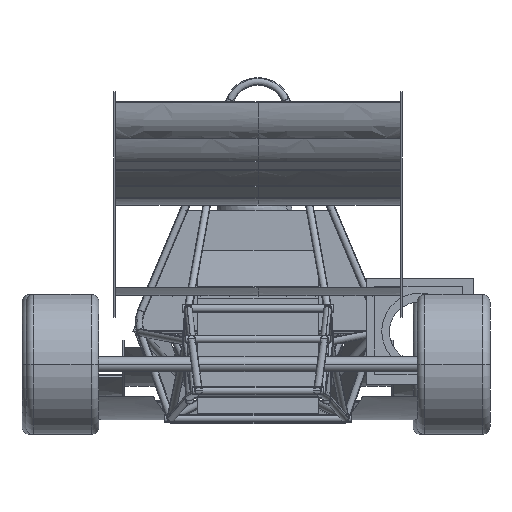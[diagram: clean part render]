
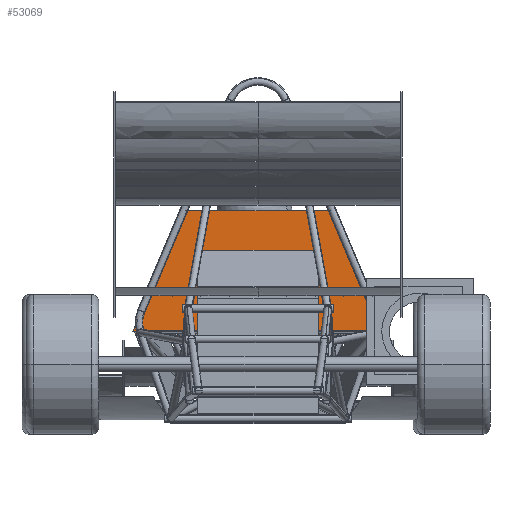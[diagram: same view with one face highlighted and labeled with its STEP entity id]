
A CAD part, left-side view. The second image highlights one B-rep face of the part: STEP entity #53069.
In plain terms, the highlighted planar face has unit normal (-1, 0, 0).
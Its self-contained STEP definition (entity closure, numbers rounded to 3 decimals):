
#52943=CARTESIAN_POINT('Vertex',(0.,-416.138,342.7)) ;
#52948=CARTESIAN_POINT('Line Origine',(0.,0.,342.7)) ;
#52952=CARTESIAN_POINT('Vertex',(0.,416.138,342.7)) ;
#52979=CARTESIAN_POINT('Line Origine',(0.,331.858,542.7)) ;
#52983=CARTESIAN_POINT('Vertex',(0.,247.578,742.7)) ;
#53010=CARTESIAN_POINT('Line Origine',(0.,0.,742.7)) ;
#53014=CARTESIAN_POINT('Vertex',(0.,-247.578,742.7)) ;
#53041=CARTESIAN_POINT('Line Origine',(0.,-331.858,542.7)) ;
#53058=CARTESIAN_POINT('Axis2P3D Location',(0.,0.,0.)) ;
#52949=DIRECTION('Vector Direction',(0.,1.,0.)) ;
#52980=DIRECTION('Vector Direction',(0.,-0.388,0.922)) ;
#53011=DIRECTION('Vector Direction',(0.,-1.,0.)) ;
#53042=DIRECTION('Vector Direction',(0.,-0.388,-0.922)) ;
#53059=DIRECTION('Axis2P3D Direction',(1.,0.,0.)) ;
#53060=DIRECTION('Axis2P3D XDirection',(0.,1.,0.)) ;
#53061=AXIS2_PLACEMENT_3D('Plane Axis2P3D',#53058,#53059,#53060) ;
#53064=ORIENTED_EDGE('',*,*,#53045,.F.) ;
#53065=ORIENTED_EDGE('',*,*,#53016,.F.) ;
#53066=ORIENTED_EDGE('',*,*,#52985,.F.) ;
#53067=ORIENTED_EDGE('',*,*,#52954,.F.) ;
#52950=VECTOR('Line Direction',#52949,1.) ;
#52981=VECTOR('Line Direction',#52980,1.) ;
#53012=VECTOR('Line Direction',#53011,1.) ;
#53043=VECTOR('Line Direction',#53042,1.) ;
#53069=ADVANCED_FACE('',(#53068),#53062,.F.) ;
#52954=EDGE_CURVE('',#52944,#52953,#52951,.T.) ;
#52985=EDGE_CURVE('',#52953,#52984,#52982,.T.) ;
#53016=EDGE_CURVE('',#52984,#53015,#53013,.T.) ;
#53045=EDGE_CURVE('',#53015,#52944,#53044,.T.) ;
#53063=EDGE_LOOP('',(#53064,#53065,#53066,#53067)) ;
#53068=FACE_OUTER_BOUND('',#53063,.T.) ;
#52951=LINE('Line',#52948,#52950) ;
#52982=LINE('Line',#52979,#52981) ;
#53013=LINE('Line',#53010,#53012) ;
#53044=LINE('Line',#53041,#53043) ;
#53062=PLANE('Plane',#53061) ;
#52944=VERTEX_POINT('',#52943) ;
#52953=VERTEX_POINT('',#52952) ;
#52984=VERTEX_POINT('',#52983) ;
#53015=VERTEX_POINT('',#53014) ;
